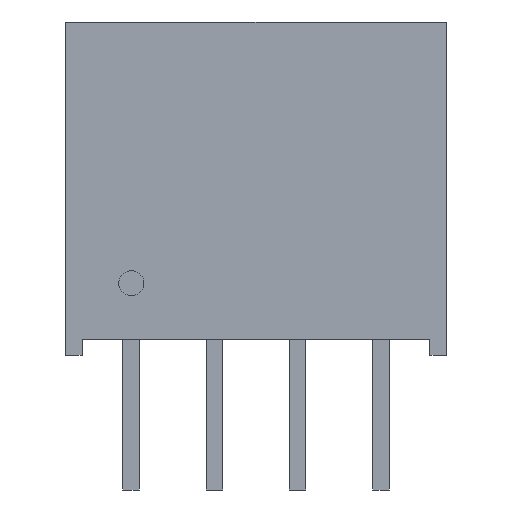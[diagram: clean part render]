
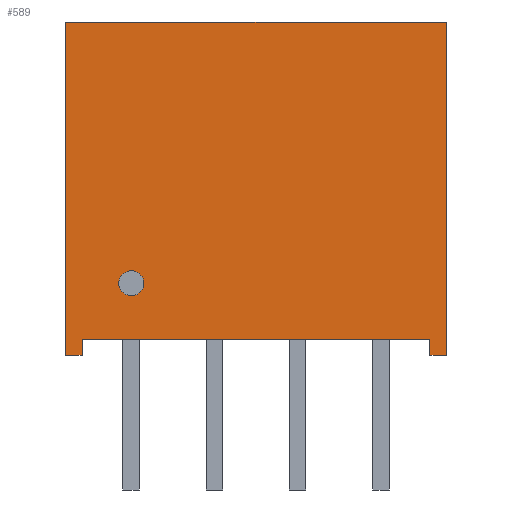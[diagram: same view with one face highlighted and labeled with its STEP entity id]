
A CAD part, front view. The second image highlights one B-rep face of the part: STEP entity #589.
In plain terms, the highlighted planar face has unit normal (0, -1, 0).
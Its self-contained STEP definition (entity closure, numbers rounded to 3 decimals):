
#18=FACE_BOUND('',#133,.T.);
#64=PLANE('',#637);
#96=FACE_OUTER_BOUND('',#132,.T.);
#132=EDGE_LOOP('',(#526,#527,#528,#529,#530,#531,#532,#533));
#133=EDGE_LOOP('',(#534));
#190=LINE('',#900,#263);
#196=LINE('',#912,#269);
#198=LINE('',#915,#271);
#199=LINE('',#918,#272);
#200=LINE('',#920,#273);
#201=LINE('',#922,#274);
#202=LINE('',#924,#275);
#203=LINE('',#925,#276);
#263=VECTOR('',#746,10.);
#269=VECTOR('',#754,10.);
#271=VECTOR('',#758,10.);
#272=VECTOR('',#761,10.);
#273=VECTOR('',#762,10.);
#274=VECTOR('',#763,10.);
#275=VECTOR('',#764,10.);
#276=VECTOR('',#765,10.);
#286=CIRCLE('',#611,0.381);
#288=VERTEX_POINT('',#789);
#322=VERTEX_POINT('',#896);
#324=VERTEX_POINT('',#899);
#327=VERTEX_POINT('',#906);
#329=VERTEX_POINT('',#910);
#330=VERTEX_POINT('',#917);
#331=VERTEX_POINT('',#919);
#332=VERTEX_POINT('',#921);
#333=VERTEX_POINT('',#923);
#338=EDGE_CURVE('',#288,#288,#286,.T.);
#390=EDGE_CURVE('',#324,#322,#190,.T.);
#396=EDGE_CURVE('',#327,#329,#196,.T.);
#398=EDGE_CURVE('',#329,#324,#198,.T.);
#399=EDGE_CURVE('',#330,#322,#199,.T.);
#400=EDGE_CURVE('',#331,#330,#200,.T.);
#401=EDGE_CURVE('',#332,#331,#201,.T.);
#402=EDGE_CURVE('',#332,#333,#202,.T.);
#403=EDGE_CURVE('',#327,#333,#203,.T.);
#526=ORIENTED_EDGE('',*,*,#396,.T.);
#527=ORIENTED_EDGE('',*,*,#398,.T.);
#528=ORIENTED_EDGE('',*,*,#390,.T.);
#529=ORIENTED_EDGE('',*,*,#399,.F.);
#530=ORIENTED_EDGE('',*,*,#400,.F.);
#531=ORIENTED_EDGE('',*,*,#401,.F.);
#532=ORIENTED_EDGE('',*,*,#402,.T.);
#533=ORIENTED_EDGE('',*,*,#403,.F.);
#534=ORIENTED_EDGE('',*,*,#338,.T.);
#589=ADVANCED_FACE('',(#96,#18),#64,.F.);
#611=AXIS2_PLACEMENT_3D('',#790,#648,#649);
#637=AXIS2_PLACEMENT_3D('',#916,#759,#760);
#648=DIRECTION('center_axis',(0.,1.,0.));
#649=DIRECTION('ref_axis',(1.,0.,0.));
#746=DIRECTION('',(0.,0.,-1.));
#754=DIRECTION('',(0.,0.,1.));
#758=DIRECTION('',(1.,0.,0.));
#759=DIRECTION('center_axis',(0.,1.,0.));
#760=DIRECTION('ref_axis',(0.,0.,-1.));
#761=DIRECTION('',(-1.,0.,0.));
#762=DIRECTION('',(0.,0.,-1.));
#763=DIRECTION('',(1.,0.,0.));
#764=DIRECTION('',(0.,0.,-1.));
#765=DIRECTION('',(-1.,0.,0.));
#789=CARTESIAN_POINT('',(1.619,0.,2.2));
#790=CARTESIAN_POINT('Origin',(2.,0.,2.2));
#896=CARTESIAN_POINT('',(11.1,0.,0.));
#899=CARTESIAN_POINT('',(11.1,0.,0.5));
#900=CARTESIAN_POINT('',(11.1,0.,2.54));
#906=CARTESIAN_POINT('',(0.5,0.,0.));
#910=CARTESIAN_POINT('',(0.5,0.,0.5));
#912=CARTESIAN_POINT('',(0.5,0.,2.54));
#915=CARTESIAN_POINT('',(5.8,0.,0.5));
#916=CARTESIAN_POINT('Origin',(5.8,0.,5.08));
#917=CARTESIAN_POINT('',(11.6,0.,0.));
#918=CARTESIAN_POINT('',(5.8,0.,0.));
#919=CARTESIAN_POINT('',(11.6,0.,10.16));
#920=CARTESIAN_POINT('',(11.6,0.,5.08));
#921=CARTESIAN_POINT('',(0.,0.,10.16));
#922=CARTESIAN_POINT('',(5.8,0.,10.16));
#923=CARTESIAN_POINT('',(0.,0.,0.));
#924=CARTESIAN_POINT('',(0.,0.,5.08));
#925=CARTESIAN_POINT('',(5.8,0.,0.));
